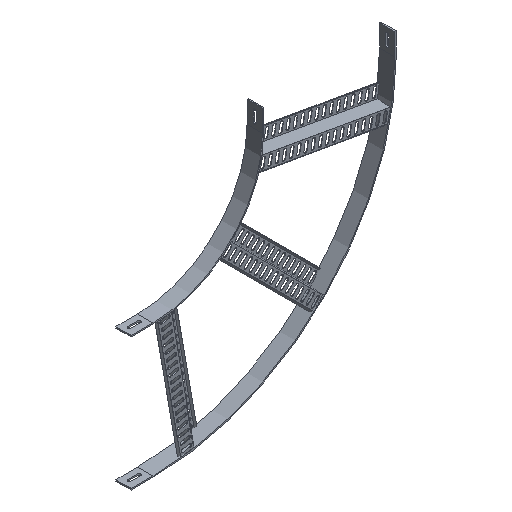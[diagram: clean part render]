
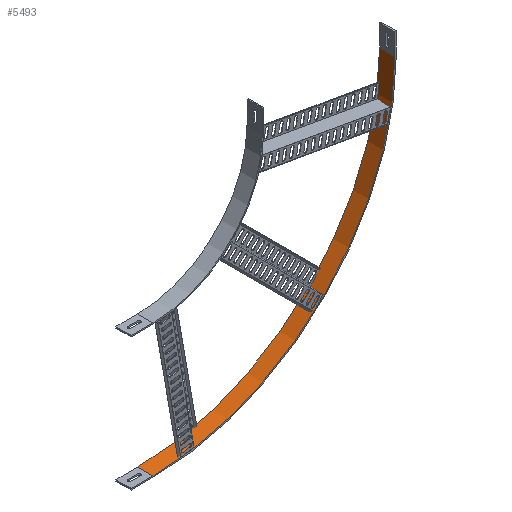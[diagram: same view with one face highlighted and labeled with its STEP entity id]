
A CAD part, isometric view. The second image highlights one B-rep face of the part: STEP entity #5493.
In plain terms, the highlighted cylindrical face has radius 553 mm (diameter 1106 mm), a partial arc.
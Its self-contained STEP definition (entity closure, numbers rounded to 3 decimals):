
#117 = ORIENTED_EDGE ( 'NONE', *, *, #8652, .T. ) ;
#817 = CARTESIAN_POINT ( 'NONE',  ( 0., -35., 0. ) ) ;
#1290 = CARTESIAN_POINT ( 'NONE',  ( 0., -35., 0. ) ) ;
#2040 = AXIS2_PLACEMENT_3D ( 'NONE', #817, #9014, #4618 ) ;
#2054 = CARTESIAN_POINT ( 'NONE',  ( 553., 0., 0. ) ) ;
#2116 = DIRECTION ( 'NONE',  ( 0., 0., 1. ) ) ;
#2555 = ORIENTED_EDGE ( 'NONE', *, *, #6157, .F. ) ;
#2760 = CARTESIAN_POINT ( 'NONE',  ( 0., 0., -553. ) ) ;
#2972 = EDGE_LOOP ( 'NONE', ( #2555, #8255, #3260, #117 ) ) ;
#3126 = CARTESIAN_POINT ( 'NONE',  ( 553., -35., 0. ) ) ;
#3143 = EDGE_CURVE ( 'NONE', #9561, #5729, #6088, .T. ) ;
#3260 = ORIENTED_EDGE ( 'NONE', *, *, #9903, .T. ) ;
#3954 = VECTOR ( 'NONE', #5070, 1000. ) ;
#4047 = CIRCLE ( 'NONE', #8098, 553. ) ;
#4077 = DIRECTION ( 'NONE',  ( 0., 1., 0. ) ) ;
#4225 = DIRECTION ( 'NONE',  ( 0., -1., 0. ) ) ;
#4618 = DIRECTION ( 'NONE',  ( 0., 0., -1. ) ) ;
#5070 = DIRECTION ( 'NONE',  ( 0., 1., 0. ) ) ;
#5493 = ADVANCED_FACE ( 'NONE', ( #11562 ), #10689, .F. ) ;
#5500 = VERTEX_POINT ( 'NONE', #8418 ) ;
#5729 = VERTEX_POINT ( 'NONE', #2760 ) ;
#5994 = AXIS2_PLACEMENT_3D ( 'NONE', #1290, #11205, #2116 ) ;
#6088 = LINE ( 'NONE', #9629, #3954 ) ;
#6138 = CARTESIAN_POINT ( 'NONE',  ( 0., 0., 0. ) ) ;
#6157 = EDGE_CURVE ( 'NONE', #5729, #10040, #4047, .T. ) ;
#8098 = AXIS2_PLACEMENT_3D ( 'NONE', #6138, #4225, #10459 ) ;
#8255 = ORIENTED_EDGE ( 'NONE', *, *, #3143, .F. ) ;
#8418 = CARTESIAN_POINT ( 'NONE',  ( 553., -35., 0. ) ) ;
#8454 = CIRCLE ( 'NONE', #2040, 553. ) ;
#8652 = EDGE_CURVE ( 'NONE', #5500, #10040, #8927, .T. ) ;
#8772 = VECTOR ( 'NONE', #4077, 1000. ) ;
#8927 = LINE ( 'NONE', #3126, #8772 ) ;
#9014 = DIRECTION ( 'NONE',  ( 0., -1., 0. ) ) ;
#9561 = VERTEX_POINT ( 'NONE', #11299 ) ;
#9629 = CARTESIAN_POINT ( 'NONE',  ( 0., -35., -553. ) ) ;
#9903 = EDGE_CURVE ( 'NONE', #9561, #5500, #8454, .T. ) ;
#10040 = VERTEX_POINT ( 'NONE', #2054 ) ;
#10459 = DIRECTION ( 'NONE',  ( 0., 0., -1. ) ) ;
#10689 = CYLINDRICAL_SURFACE ( 'NONE', #5994, 553. ) ;
#11205 = DIRECTION ( 'NONE',  ( 0., 1., 0. ) ) ;
#11299 = CARTESIAN_POINT ( 'NONE',  ( 0., -35., -553. ) ) ;
#11562 = FACE_OUTER_BOUND ( 'NONE', #2972, .T. ) ;
